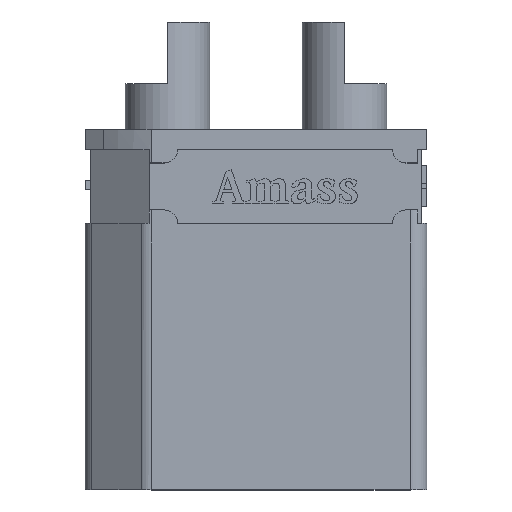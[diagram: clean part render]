
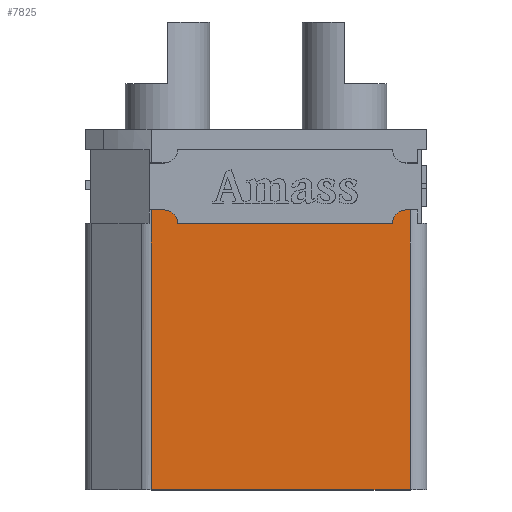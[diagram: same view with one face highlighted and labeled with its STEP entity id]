
A CAD part, top view. The second image highlights one B-rep face of the part: STEP entity #7825.
In plain terms, the highlighted planar face has unit normal (0, 0, 1).
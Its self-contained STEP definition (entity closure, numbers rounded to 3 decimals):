
#53 = ORIENTED_EDGE ( 'NONE', *, *, #553, .F. ) ;
#95 = VECTOR ( 'NONE', #3432, 1000. ) ;
#553 = EDGE_CURVE ( 'NONE', #13670, #9472, #2113, .T. ) ;
#582 = VERTEX_POINT ( 'NONE', #20203 ) ;
#648 = DIRECTION ( 'NONE',  ( -1., 0., 0. ) ) ;
#991 = VERTEX_POINT ( 'NONE', #1050 ) ;
#1050 = CARTESIAN_POINT ( 'NONE',  ( -0.81, 34.332, -1.5 ) ) ;
#1556 = CARTESIAN_POINT ( 'NONE',  ( -7.752, 33.932, -1.5 ) ) ;
#1697 = PLANE ( 'NONE',  #14186 ) ;
#1712 = EDGE_CURVE ( 'NONE', #15318, #14509, #6001, .T. ) ;
#2113 = LINE ( 'NONE', #3807, #14903 ) ;
#2249 = CARTESIAN_POINT ( 'NONE',  ( -0.81, 38.512, -1.5 ) ) ;
#2764 = VERTEX_POINT ( 'NONE', #16861 ) ;
#2900 = CARTESIAN_POINT ( 'NONE',  ( -8.152, 34.332, -1.5 ) ) ;
#3432 = DIRECTION ( 'NONE',  ( 0., -1., 0. ) ) ;
#3528 = ORIENTED_EDGE ( 'NONE', *, *, #15710, .T. ) ;
#3807 = CARTESIAN_POINT ( 'NONE',  ( -5.41, 25.982, -1.5 ) ) ;
#4109 = ORIENTED_EDGE ( 'NONE', *, *, #13470, .T. ) ;
#4112 = LINE ( 'NONE', #15359, #9229 ) ;
#4406 = CARTESIAN_POINT ( 'NONE',  ( -0.085, 34.332, -1.5 ) ) ;
#4813 = LINE ( 'NONE', #19602, #95 ) ;
#5475 = VERTEX_POINT ( 'NONE', #7578 ) ;
#6001 = CIRCLE ( 'NONE', #15044, 0.4 ) ;
#6445 = DIRECTION ( 'NONE',  ( 0., 0., 1. ) ) ;
#6559 = CARTESIAN_POINT ( 'NONE',  ( -0.085, 38.512, -1.5 ) ) ;
#6896 = LINE ( 'NONE', #2249, #14345 ) ;
#7028 = ORIENTED_EDGE ( 'NONE', *, *, #16817, .T. ) ;
#7578 = CARTESIAN_POINT ( 'NONE',  ( -8.539, 34.332, -1.5 ) ) ;
#7825 = ADVANCED_FACE ( 'NONE', ( #20620 ), #1697, .T. ) ;
#9228 = DIRECTION ( 'NONE',  ( -1., 0., 0. ) ) ;
#9229 = VECTOR ( 'NONE', #10524, 1000. ) ;
#9357 = AXIS2_PLACEMENT_3D ( 'NONE', #18431, #20422, #15293 ) ;
#9405 = EDGE_CURVE ( 'NONE', #991, #582, #4112, .T. ) ;
#9472 = VERTEX_POINT ( 'NONE', #12715 ) ;
#10003 = CIRCLE ( 'NONE', #9357, 0.4 ) ;
#10524 = DIRECTION ( 'NONE',  ( -1., 0., 0. ) ) ;
#11492 = CARTESIAN_POINT ( 'NONE',  ( -0.81, 25.982, -1.5 ) ) ;
#11730 = DIRECTION ( 'NONE',  ( 0., 1., 0. ) ) ;
#12239 = VECTOR ( 'NONE', #13871, 1000. ) ;
#12715 = CARTESIAN_POINT ( 'NONE',  ( -8.539, 25.982, -1.5 ) ) ;
#13062 = VECTOR ( 'NONE', #9228, 1000. ) ;
#13215 = ORIENTED_EDGE ( 'NONE', *, *, #14779, .T. ) ;
#13470 = EDGE_CURVE ( 'NONE', #2764, #15318, #20131, .T. ) ;
#13670 = VERTEX_POINT ( 'NONE', #11492 ) ;
#13871 = DIRECTION ( 'NONE',  ( -1., 0., 0. ) ) ;
#14074 = LINE ( 'NONE', #4406, #12239 ) ;
#14186 = AXIS2_PLACEMENT_3D ( 'NONE', #6559, #15909, #20524 ) ;
#14312 = ORIENTED_EDGE ( 'NONE', *, *, #19129, .T. ) ;
#14345 = VECTOR ( 'NONE', #11730, 1000. ) ;
#14509 = VERTEX_POINT ( 'NONE', #2900 ) ;
#14779 = EDGE_CURVE ( 'NONE', #582, #2764, #10003, .T. ) ;
#14903 = VECTOR ( 'NONE', #648, 1000. ) ;
#15044 = AXIS2_PLACEMENT_3D ( 'NONE', #15894, #6445, #19141 ) ;
#15203 = CARTESIAN_POINT ( 'NONE',  ( -0.085, 33.932, -1.5 ) ) ;
#15293 = DIRECTION ( 'NONE',  ( 1., 0., 0. ) ) ;
#15318 = VERTEX_POINT ( 'NONE', #1556 ) ;
#15359 = CARTESIAN_POINT ( 'NONE',  ( -0.085, 34.332, -1.5 ) ) ;
#15710 = EDGE_CURVE ( 'NONE', #5475, #9472, #4813, .T. ) ;
#15894 = CARTESIAN_POINT ( 'NONE',  ( -8.152, 33.932, -1.5 ) ) ;
#15909 = DIRECTION ( 'NONE',  ( 0., 0., 1. ) ) ;
#16745 = ORIENTED_EDGE ( 'NONE', *, *, #1712, .T. ) ;
#16817 = EDGE_CURVE ( 'NONE', #14509, #5475, #14074, .T. ) ;
#16861 = CARTESIAN_POINT ( 'NONE',  ( -1.335, 33.932, -1.5 ) ) ;
#17335 = EDGE_LOOP ( 'NONE', ( #53, #14312, #17791, #13215, #4109, #16745, #7028, #3528 ) ) ;
#17791 = ORIENTED_EDGE ( 'NONE', *, *, #9405, .T. ) ;
#18431 = CARTESIAN_POINT ( 'NONE',  ( -0.935, 33.932, -1.5 ) ) ;
#19129 = EDGE_CURVE ( 'NONE', #13670, #991, #6896, .T. ) ;
#19141 = DIRECTION ( 'NONE',  ( 1., 0., 0. ) ) ;
#19602 = CARTESIAN_POINT ( 'NONE',  ( -8.539, 38.512, -1.5 ) ) ;
#20131 = LINE ( 'NONE', #15203, #13062 ) ;
#20203 = CARTESIAN_POINT ( 'NONE',  ( -0.935, 34.332, -1.5 ) ) ;
#20422 = DIRECTION ( 'NONE',  ( 0., 0., 1. ) ) ;
#20524 = DIRECTION ( 'NONE',  ( 1., 0., 0. ) ) ;
#20620 = FACE_OUTER_BOUND ( 'NONE', #17335, .T. ) ;
